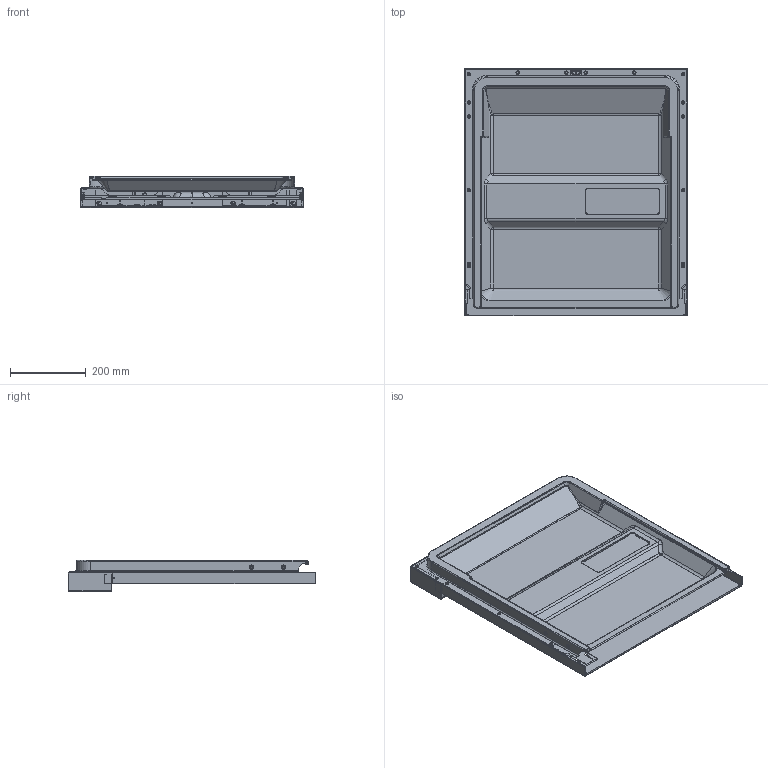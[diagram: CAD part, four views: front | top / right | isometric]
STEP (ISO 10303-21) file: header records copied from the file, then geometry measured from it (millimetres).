
FILE_DESCRIPTION((''),'2;1');
FILE_NAME('KZMB_J7309K_ASM','2017-02-22T',('ganjx1'),(''),'CREO PARAMETRIC BY PTC INC, 2014500','CREO PARAMETRIC BY PTC INC, 2014500','');
FILE_SCHEMA(('CONFIG_CONTROL_DESIGN'));
Products named in the file (20): 672000302016; 673000451382; J7309K_PCB01; 673000811020; 673000811019; J7309K_PCB02; 673002950008; 674000300088_1; 674000300088_2; 674000300088_3; 674000300088_4; 674000300088_5; 674000300088_6; 674000300088_7; 674000300088_8; 674000300088_ASM; 673001800557; 672002290000; 672001804043; KZMB_J7309K_ASM
Assembly tree (24 placements, depth 3):
  KZMB_J7309K_ASM
    672000302016
    673000451382
    J7309K_PCB01
    673000811020  x2
    673000811019  x4
    J7309K_PCB02
    673002950008
    674000300088_ASM
      674000300088_1
      674000300088_2
      674000300088_3
      674000300088_4
      674000300088_5
      674000300088_6
      674000300088_7
      674000300088_8  x2
    673001800557
    672002290000
    672001804043
Bounding box: 589 x 653.5 x 83.1 mm (x, y, z)
Volume: 1012655 mm3; surface area: 2288645.7 mm2
Topology: 23 solids, 23 shells, 4913 faces, 13250 edges, 8458 vertices
Faces by surface type: plane 2774, cylinder 1251, bspline 604, torus 132, sphere 76, cone 76
Entity records: 201796 total; most frequent: CARTESIAN_POINT 87580, ORIENTED_EDGE 24652, DIRECTION 22387, EDGE_CURVE 12326, VECTOR 8175, LINE 8175, VERTEX_POINT 7870, AXIS2_PLACEMENT_3D 7106
